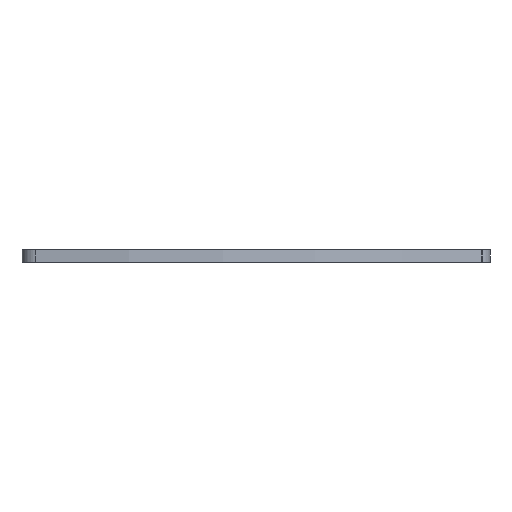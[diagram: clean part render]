
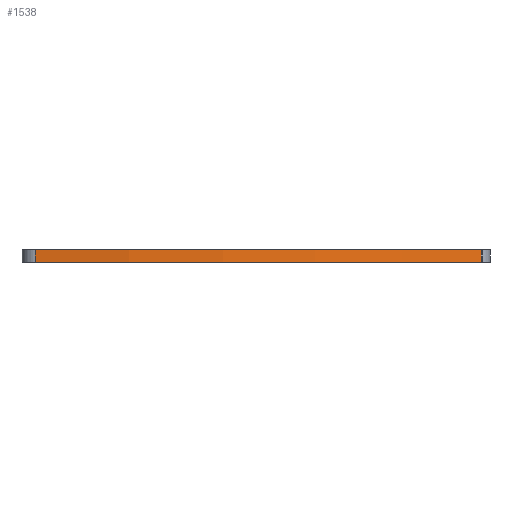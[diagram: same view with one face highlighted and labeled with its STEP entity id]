
A CAD part, front view. The second image highlights one B-rep face of the part: STEP entity #1538.
In plain terms, the highlighted cylindrical face has radius 187.992 mm (diameter 375.985 mm), a partial arc.
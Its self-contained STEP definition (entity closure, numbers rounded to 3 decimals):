
#145=FACE_OUTER_BOUND('',#270,.T.);
#270=EDGE_LOOP('',(#1349,#1350,#1351,#1352));
#393=LINE('',#2618,#516);
#395=LINE('',#2621,#518);
#516=VECTOR('',#2155,10.);
#518=VECTOR('',#2159,10.);
#559=CIRCLE('',#1617,187.992);
#594=CIRCLE('',#1653,187.992);
#663=VERTEX_POINT('',#2302);
#672=VERTEX_POINT('',#2320);
#721=VERTEX_POINT('',#2422);
#723=VERTEX_POINT('',#2425);
#828=EDGE_CURVE('',#672,#663,#559,.T.);
#880=EDGE_CURVE('',#723,#721,#594,.T.);
#977=EDGE_CURVE('',#723,#672,#393,.T.);
#979=EDGE_CURVE('',#663,#721,#395,.T.);
#1349=ORIENTED_EDGE('',*,*,#977,.F.);
#1350=ORIENTED_EDGE('',*,*,#880,.T.);
#1351=ORIENTED_EDGE('',*,*,#979,.F.);
#1352=ORIENTED_EDGE('',*,*,#828,.F.);
#1466=CYLINDRICAL_SURFACE('',#1732,187.992);
#1538=ADVANCED_FACE('',(#145),#1466,.T.);
#1617=AXIS2_PLACEMENT_3D('',#2322,#1851,#1852);
#1653=AXIS2_PLACEMENT_3D('',#2426,#1940,#1941);
#1732=AXIS2_PLACEMENT_3D('',#2620,#2157,#2158);
#1851=DIRECTION('center_axis',(0.,0.,-1.));
#1852=DIRECTION('ref_axis',(0.604,-0.797,0.));
#1940=DIRECTION('center_axis',(0.,0.,-1.));
#1941=DIRECTION('ref_axis',(0.604,-0.797,0.));
#2155=DIRECTION('',(0.,0.,-1.));
#2157=DIRECTION('center_axis',(0.,0.,1.));
#2158=DIRECTION('ref_axis',(0.604,-0.797,0.));
#2159=DIRECTION('',(0.,0.,1.));
#2302=CARTESIAN_POINT('',(4.214,22.432,0.));
#2320=CARTESIAN_POINT('',(147.169,58.144,0.));
#2322=CARTESIAN_POINT('Origin',(33.773,208.086,0.));
#2422=CARTESIAN_POINT('',(4.214,22.432,4.));
#2425=CARTESIAN_POINT('',(147.169,58.144,4.));
#2426=CARTESIAN_POINT('Origin',(33.773,208.086,4.));
#2618=CARTESIAN_POINT('',(147.169,58.144,0.));
#2620=CARTESIAN_POINT('Origin',(33.773,208.086,0.));
#2621=CARTESIAN_POINT('',(4.214,22.432,0.));
